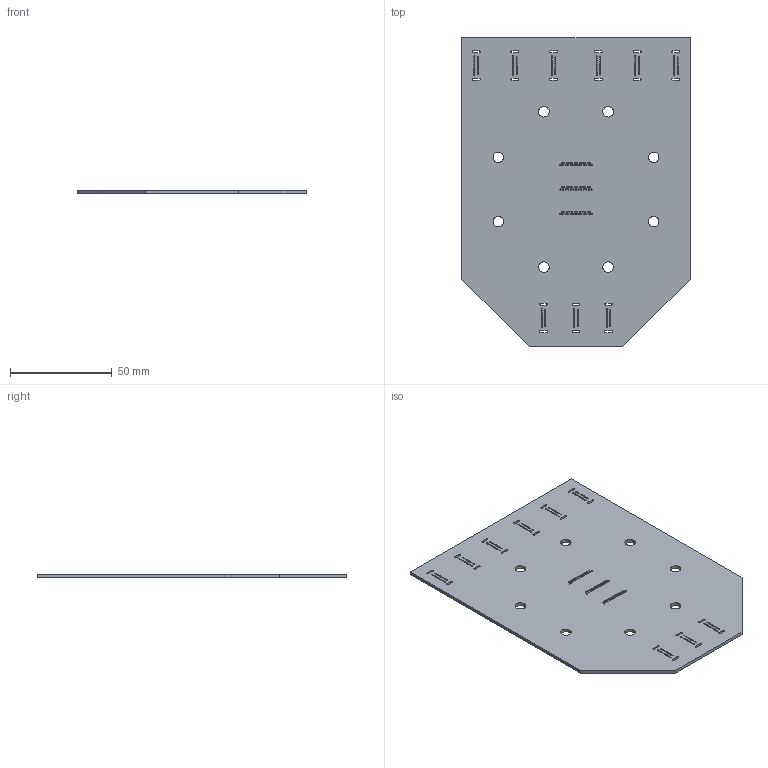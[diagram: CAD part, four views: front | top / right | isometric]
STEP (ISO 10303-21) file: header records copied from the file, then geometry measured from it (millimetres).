
FILE_DESCRIPTION(('KiCad electronic assembly'),'2;1');
FILE_NAME('VacuumFeedThruHDMI_02.step','2022-07-14T14:44:48',( 'An Author'),('A Company'),'Open CASCADE STEP processor 6.9', 'KiCad to STEP converter','Unknown');
FILE_SCHEMA(('AUTOMOTIVE_DESIGN { 1 0 10303 214 1 1 1 1 }'));
Length unit declared in the file: millimetre
Products named in the file (2): Open CASCADE STEP translator 6.9 1; COMPOUND
Assembly tree (1 placements, depth 2):
  Open CASCADE STEP translator 6.9 1
    COMPOUND
Bounding box: 112 x 151.5 x 1.6 mm (x, y, z)
Volume: 24931.5 mm3; surface area: 33113.8 mm2
Topology: 1 solids, 1 shells, 334 faces, 996 edges, 664 vertices
Faces by surface type: cylinder 290, plane 44
Full cylindrical faces by diameter (mm): 0.55 x171, 0.61 x75, 5.17 x8
Entity records: 25643 total; most frequent: DIRECTION 4240, CARTESIAN_POINT 3988, ORIENTED_EDGE 1992, PCURVE 1992, DEFINITIONAL_REPRESENTATION 1992, LINE 1828, VECTOR 1828, CIRCLE 1160
